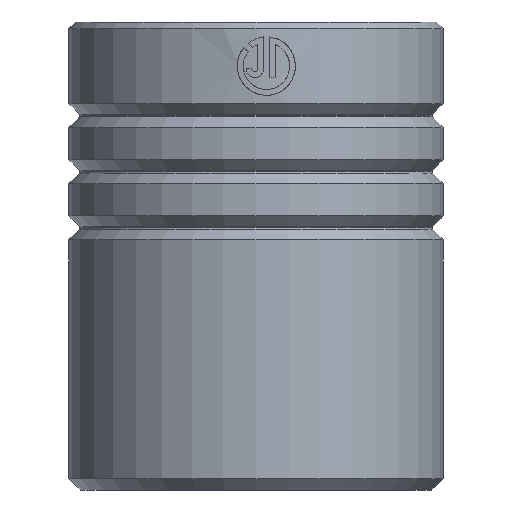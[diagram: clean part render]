
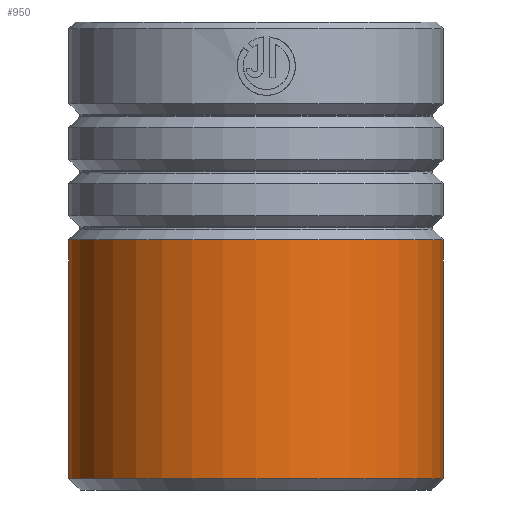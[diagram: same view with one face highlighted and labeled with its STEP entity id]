
A CAD part, front view. The second image highlights one B-rep face of the part: STEP entity #950.
In plain terms, the highlighted cylindrical face has radius 20 mm (diameter 40 mm), a partial arc.
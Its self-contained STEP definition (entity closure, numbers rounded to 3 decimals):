
#51 = VERTEX_POINT ( 'NONE', #1553 ) ;
#57 = AXIS2_PLACEMENT_3D ( 'NONE', #977, #2608, #533 ) ;
#72 = DIRECTION ( 'NONE',  ( 1., 0., 0. ) ) ;
#153 = CIRCLE ( 'NONE', #57, 20. ) ;
#214 = VECTOR ( 'NONE', #591, 1000. ) ;
#215 = CARTESIAN_POINT ( 'NONE',  ( 20., 0., 50. ) ) ;
#243 = DIRECTION ( 'NONE',  ( 0., 0., -1. ) ) ;
#253 = FACE_OUTER_BOUND ( 'NONE', #1566, .T. ) ;
#277 = DIRECTION ( 'NONE',  ( -1., 0., 0. ) ) ;
#459 = EDGE_CURVE ( 'NONE', #667, #1301, #1604, .T. ) ;
#533 = DIRECTION ( 'NONE',  ( -1., 0., 0. ) ) ;
#591 = DIRECTION ( 'NONE',  ( 0., 0., -1. ) ) ;
#628 = ORIENTED_EDGE ( 'NONE', *, *, #2073, .T. ) ;
#667 = VERTEX_POINT ( 'NONE', #2422 ) ;
#739 = EDGE_CURVE ( 'NONE', #2173, #51, #2627, .T. ) ;
#880 = ORIENTED_EDGE ( 'NONE', *, *, #459, .T. ) ;
#898 = EDGE_CURVE ( 'NONE', #1301, #51, #2153, .T. ) ;
#950 = ADVANCED_FACE ( 'NONE', ( #253 ), #1253, .T. ) ;
#977 = CARTESIAN_POINT ( 'NONE',  ( 0., 0., 26.717 ) ) ;
#1055 = DIRECTION ( 'NONE',  ( 0., 0., 1. ) ) ;
#1066 = CARTESIAN_POINT ( 'NONE',  ( 0., 0., 50. ) ) ;
#1068 = CARTESIAN_POINT ( 'NONE',  ( -20., 0., 1.2 ) ) ;
#1222 = VECTOR ( 'NONE', #2442, 1000. ) ;
#1253 = CYLINDRICAL_SURFACE ( 'NONE', #1890, 20. ) ;
#1301 = VERTEX_POINT ( 'NONE', #1068 ) ;
#1553 = CARTESIAN_POINT ( 'NONE',  ( 20., 0., 1.2 ) ) ;
#1566 = EDGE_LOOP ( 'NONE', ( #2487, #628, #880, #2323 ) ) ;
#1604 = LINE ( 'NONE', #2389, #214 ) ;
#1890 = AXIS2_PLACEMENT_3D ( 'NONE', #1066, #243, #277 ) ;
#1920 = CARTESIAN_POINT ( 'NONE',  ( 20., 0., 26.717 ) ) ;
#2073 = EDGE_CURVE ( 'NONE', #2173, #667, #153, .T. ) ;
#2106 = AXIS2_PLACEMENT_3D ( 'NONE', #2506, #1055, #72 ) ;
#2153 = CIRCLE ( 'NONE', #2106, 20. ) ;
#2173 = VERTEX_POINT ( 'NONE', #1920 ) ;
#2323 = ORIENTED_EDGE ( 'NONE', *, *, #898, .T. ) ;
#2389 = CARTESIAN_POINT ( 'NONE',  ( -20., 0., 50. ) ) ;
#2422 = CARTESIAN_POINT ( 'NONE',  ( -20., 0., 26.717 ) ) ;
#2442 = DIRECTION ( 'NONE',  ( 0., 0., -1. ) ) ;
#2487 = ORIENTED_EDGE ( 'NONE', *, *, #739, .F. ) ;
#2506 = CARTESIAN_POINT ( 'NONE',  ( 0., 0., 1.2 ) ) ;
#2608 = DIRECTION ( 'NONE',  ( 0., 0., -1. ) ) ;
#2627 = LINE ( 'NONE', #215, #1222 ) ;
